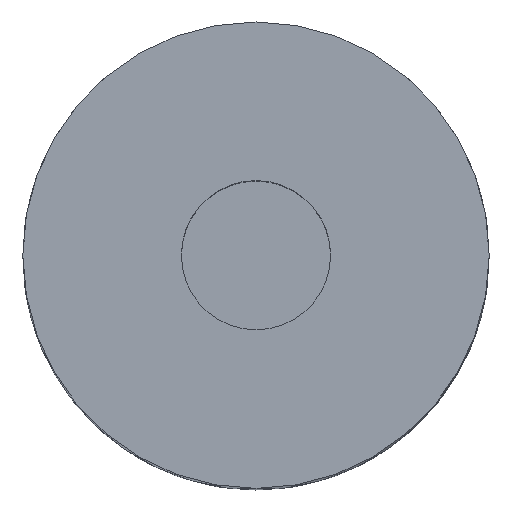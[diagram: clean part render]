
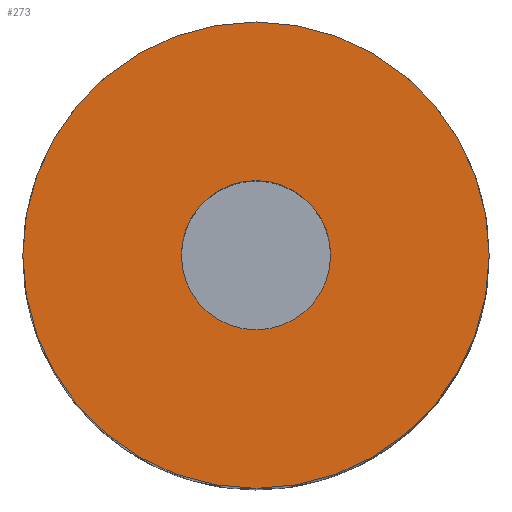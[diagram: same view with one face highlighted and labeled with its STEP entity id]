
A CAD part, top view. The second image highlights one B-rep face of the part: STEP entity #273.
In plain terms, the highlighted planar face has unit normal (0, 0, 1).
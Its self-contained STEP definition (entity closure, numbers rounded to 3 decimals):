
#47 = DIRECTION ( 'NONE',  ( 0., 0., -1. ) ) ;
#73 = CARTESIAN_POINT ( 'NONE',  ( 0., 0., 100. ) ) ;
#87 = DIRECTION ( 'NONE',  ( 1., 0., 0. ) ) ;
#95 = CIRCLE ( 'NONE', #227, 8. ) ;
#97 = ORIENTED_EDGE ( 'NONE', *, *, #868, .F. ) ;
#144 = ORIENTED_EDGE ( 'NONE', *, *, #719, .F. ) ;
#180 = DIRECTION ( 'NONE',  ( 0., 0., 1. ) ) ;
#191 = AXIS2_PLACEMENT_3D ( 'NONE', #469, #47, #206 ) ;
#206 = DIRECTION ( 'NONE',  ( -1., 0., 0. ) ) ;
#209 = AXIS2_PLACEMENT_3D ( 'NONE', #759, #557, #269 ) ;
#222 = EDGE_CURVE ( 'NONE', #539, #755, #721, .T. ) ;
#227 = AXIS2_PLACEMENT_3D ( 'NONE', #730, #806, #87 ) ;
#262 = FACE_BOUND ( 'NONE', #319, .T. ) ;
#269 = DIRECTION ( 'NONE',  ( 1., 0., 0. ) ) ;
#273 = ADVANCED_FACE ( 'NONE', ( #262, #545 ), #665, .F. ) ;
#315 = CARTESIAN_POINT ( 'NONE',  ( 0., 0., 100. ) ) ;
#319 = EDGE_LOOP ( 'NONE', ( #144, #97 ) ) ;
#323 = VERTEX_POINT ( 'NONE', #498 ) ;
#333 = AXIS2_PLACEMENT_3D ( 'NONE', #315, #180, #874 ) ;
#427 = CARTESIAN_POINT ( 'NONE',  ( -25., 0., 100. ) ) ;
#450 = CARTESIAN_POINT ( 'NONE',  ( 8., 0., 100. ) ) ;
#469 = CARTESIAN_POINT ( 'NONE',  ( 25., 0., 100. ) ) ;
#498 = CARTESIAN_POINT ( 'NONE',  ( -8., 0., 100. ) ) ;
#512 = DIRECTION ( 'NONE',  ( 1., 0., 0. ) ) ;
#539 = VERTEX_POINT ( 'NONE', #427 ) ;
#545 = FACE_OUTER_BOUND ( 'NONE', #873, .T. ) ;
#556 = EDGE_CURVE ( 'NONE', #755, #539, #756, .T. ) ;
#557 = DIRECTION ( 'NONE',  ( 0., 0., 1. ) ) ;
#559 = ORIENTED_EDGE ( 'NONE', *, *, #222, .T. ) ;
#624 = AXIS2_PLACEMENT_3D ( 'NONE', #73, #925, #512 ) ;
#665 = PLANE ( 'NONE',  #191 ) ;
#667 = ORIENTED_EDGE ( 'NONE', *, *, #556, .T. ) ;
#719 = EDGE_CURVE ( 'NONE', #882, #323, #908, .T. ) ;
#721 = CIRCLE ( 'NONE', #333, 25. ) ;
#730 = CARTESIAN_POINT ( 'NONE',  ( 0., 0., 100. ) ) ;
#755 = VERTEX_POINT ( 'NONE', #788 ) ;
#756 = CIRCLE ( 'NONE', #209, 25. ) ;
#759 = CARTESIAN_POINT ( 'NONE',  ( 0., 0., 100. ) ) ;
#788 = CARTESIAN_POINT ( 'NONE',  ( 25., 0., 100. ) ) ;
#806 = DIRECTION ( 'NONE',  ( 0., 0., 1. ) ) ;
#868 = EDGE_CURVE ( 'NONE', #323, #882, #95, .T. ) ;
#873 = EDGE_LOOP ( 'NONE', ( #667, #559 ) ) ;
#874 = DIRECTION ( 'NONE',  ( 1., 0., 0. ) ) ;
#882 = VERTEX_POINT ( 'NONE', #450 ) ;
#908 = CIRCLE ( 'NONE', #624, 8. ) ;
#925 = DIRECTION ( 'NONE',  ( 0., 0., 1. ) ) ;
